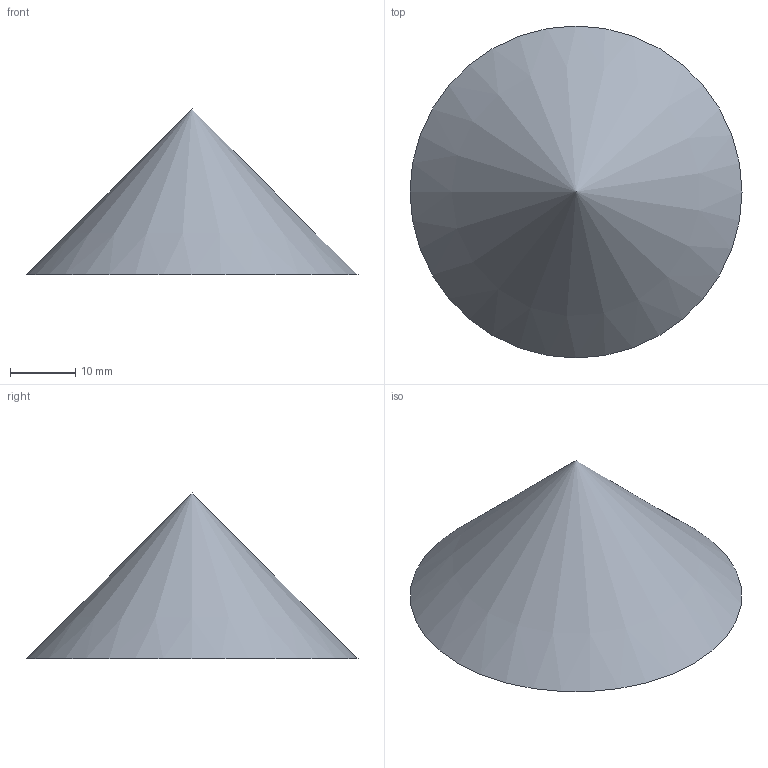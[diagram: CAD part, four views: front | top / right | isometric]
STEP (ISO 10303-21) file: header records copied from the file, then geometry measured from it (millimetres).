
FILE_DESCRIPTION((' '),'1');
FILE_NAME('Cone.stp', '2018-04-04T21:23:56',(' '), (' '), 'KCM Version 1.1.1891.0', 'Kubotek KCM', '');
FILE_SCHEMA(('AUTOMOTIVE_DESIGN'));
Length unit declared in the file: inch
Bounding box: 50.8 x 50.8 x 25.4 mm (x, y, z)
Volume: 17160.5 mm3; surface area: 4893.2 mm2
Topology: 1 solids, 1 shells, 2 faces, 3 edges, 2 vertices
Faces by surface type: cone 1, plane 1
Entity records: 59 total; most frequent: DIRECTION 9, CARTESIAN_POINT 7, AXIS2_PLACEMENT_3D 4, ORIENTED_EDGE 4, DIMENSIONAL_EXPONENTS 2, VERTEX_POINT 2, EDGE_CURVE 2, EDGE_LOOP 2
